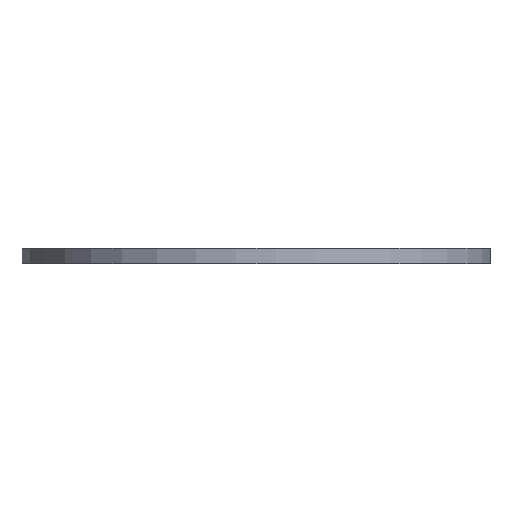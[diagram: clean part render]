
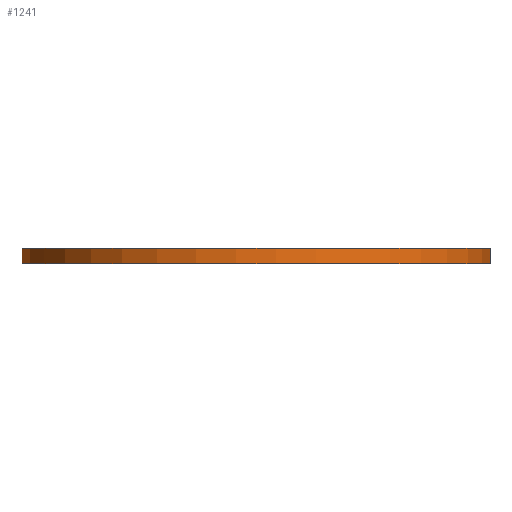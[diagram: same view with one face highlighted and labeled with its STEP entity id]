
A CAD part, front view. The second image highlights one B-rep face of the part: STEP entity #1241.
In plain terms, the highlighted cylindrical face has radius 45 mm (diameter 90 mm), a partial arc.
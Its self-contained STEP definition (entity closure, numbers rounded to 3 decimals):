
#1181=CARTESIAN_POINT('',(4.737,44.75,0.0));
#1182=VERTEX_POINT('',#1181);
#1191=CARTESIAN_POINT('',(4.737,44.75,3.0));
#1192=VERTEX_POINT('',#1191);
#1200=CARTESIAN_POINT('',(4.737,44.75,0.0));
#1201=DIRECTION('',(0.0,0.0,1.0));
#1202=VECTOR('',#1201,3.0);
#1203=LINE('',#1200,#1202);
#1204=EDGE_CURVE('',#1182,#1192,#1203,.T.);
#1209=CARTESIAN_POINT('',(0.0,0.0,0.0));
#1210=DIRECTION('',(0.0,0.0,1.0));
#1211=DIRECTION('',(-0.105,0.994,0.0));
#1212=AXIS2_PLACEMENT_3D('',#1209,#1210,#1211);
#1213=CYLINDRICAL_SURFACE('',#1212,45.0);
#1214=CARTESIAN_POINT('',(-4.737,44.75,0.0));
#1215=VERTEX_POINT('',#1214);
#1216=CARTESIAN_POINT('',(0.0,0.0,0.0));
#1217=DIRECTION('',(0.0,0.0,1.0));
#1218=DIRECTION('',(-0.105,0.994,0.0));
#1219=AXIS2_PLACEMENT_3D('',#1216,#1217,#1218);
#1220=CIRCLE('',#1219,45.);
#1221=EDGE_CURVE('',#1215,#1182,#1220,.T.);
#1222=ORIENTED_EDGE('',*,*,#1221,.T.);
#1223=ORIENTED_EDGE('',*,*,#1204,.T.);
#1224=CARTESIAN_POINT('',(-4.737,44.75,3.0));
#1225=VERTEX_POINT('',#1224);
#1226=CARTESIAN_POINT('',(0.0,0.0,3.0));
#1227=DIRECTION('',(0.0,0.0,1.0));
#1228=DIRECTION('',(-0.105,0.994,0.0));
#1229=AXIS2_PLACEMENT_3D('',#1226,#1227,#1228);
#1230=CIRCLE('',#1229,45.);
#1231=EDGE_CURVE('',#1225,#1192,#1230,.T.);
#1232=ORIENTED_EDGE('',*,*,#1231,.F.);
#1233=CARTESIAN_POINT('',(-4.737,44.75,0.0));
#1234=DIRECTION('',(0.0,0.0,1.0));
#1235=VECTOR('',#1234,3.0);
#1236=LINE('',#1233,#1235);
#1237=EDGE_CURVE('',#1215,#1225,#1236,.T.);
#1238=ORIENTED_EDGE('',*,*,#1237,.F.);
#1239=EDGE_LOOP('',(#1222,#1223,#1232,#1238));
#1240=FACE_OUTER_BOUND('',#1239,.T.);
#1241=ADVANCED_FACE('',(#1240),#1213,.T.);
